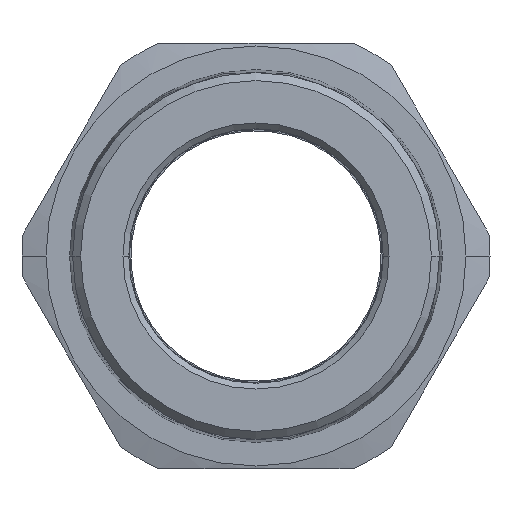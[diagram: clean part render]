
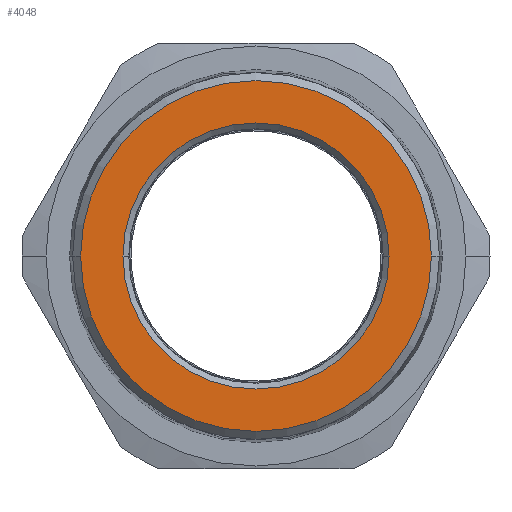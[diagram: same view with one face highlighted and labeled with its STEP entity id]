
A CAD part, left-side view. The second image highlights one B-rep face of the part: STEP entity #4048.
In plain terms, the highlighted planar face has unit normal (-1, 0, 0).
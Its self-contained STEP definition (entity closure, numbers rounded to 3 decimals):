
#272 = DIRECTION ( 'NONE',  ( 0., -1., 0. ) ) ;
#298 = PLANE ( 'NONE',  #4729 ) ;
#332 = AXIS2_PLACEMENT_3D ( 'NONE', #3051, #1521, #4971 ) ;
#649 = EDGE_CURVE ( 'NONE', #4084, #1187, #2486, .T. ) ;
#901 = CIRCLE ( 'NONE', #332, 22.674 ) ;
#1064 = EDGE_CURVE ( 'NONE', #4679, #3054, #2796, .T. ) ;
#1082 = FACE_OUTER_BOUND ( 'NONE', #4029, .T. ) ;
#1101 = AXIS2_PLACEMENT_3D ( 'NONE', #2692, #1949, #2332 ) ;
#1187 = VERTEX_POINT ( 'NONE', #4889 ) ;
#1422 = CARTESIAN_POINT ( 'NONE',  ( -21.225, 0., 0. ) ) ;
#1436 = DIRECTION ( 'NONE',  ( -1., 0., 0. ) ) ;
#1510 = EDGE_LOOP ( 'NONE', ( #1608, #2952 ) ) ;
#1521 = DIRECTION ( 'NONE',  ( -1., 0., 0. ) ) ;
#1582 = CARTESIAN_POINT ( 'NONE',  ( -21.225, 22.674, 0. ) ) ;
#1608 = ORIENTED_EDGE ( 'NONE', *, *, #1931, .T. ) ;
#1931 = EDGE_CURVE ( 'NONE', #1187, #4084, #2313, .T. ) ;
#1949 = DIRECTION ( 'NONE',  ( 1., 0., 0. ) ) ;
#2313 = CIRCLE ( 'NONE', #3566, 17.2 ) ;
#2319 = ORIENTED_EDGE ( 'NONE', *, *, #3596, .T. ) ;
#2332 = DIRECTION ( 'NONE',  ( 0., -1., 0. ) ) ;
#2486 = CIRCLE ( 'NONE', #1101, 17.2 ) ;
#2645 = AXIS2_PLACEMENT_3D ( 'NONE', #1422, #1436, #272 ) ;
#2692 = CARTESIAN_POINT ( 'NONE',  ( -21.225, 0., 0. ) ) ;
#2796 = CIRCLE ( 'NONE', #2645, 22.674 ) ;
#2952 = ORIENTED_EDGE ( 'NONE', *, *, #649, .T. ) ;
#3051 = CARTESIAN_POINT ( 'NONE',  ( -21.225, 0., 0. ) ) ;
#3054 = VERTEX_POINT ( 'NONE', #3809 ) ;
#3075 = FACE_BOUND ( 'NONE', #1510, .T. ) ;
#3096 = CARTESIAN_POINT ( 'NONE',  ( -21.225, -17.2, 0. ) ) ;
#3371 = DIRECTION ( 'NONE',  ( 0., -1., 0. ) ) ;
#3374 = DIRECTION ( 'NONE',  ( 1., 0., 0. ) ) ;
#3566 = AXIS2_PLACEMENT_3D ( 'NONE', #4915, #3798, #3371 ) ;
#3596 = EDGE_CURVE ( 'NONE', #3054, #4679, #901, .T. ) ;
#3798 = DIRECTION ( 'NONE',  ( 1., 0., 0. ) ) ;
#3809 = CARTESIAN_POINT ( 'NONE',  ( -21.225, -22.674, 0. ) ) ;
#4029 = EDGE_LOOP ( 'NONE', ( #2319, #4087 ) ) ;
#4048 = ADVANCED_FACE ( 'NONE', ( #1082, #3075 ), #298, .F. ) ;
#4084 = VERTEX_POINT ( 'NONE', #3096 ) ;
#4087 = ORIENTED_EDGE ( 'NONE', *, *, #1064, .T. ) ;
#4679 = VERTEX_POINT ( 'NONE', #1582 ) ;
#4729 = AXIS2_PLACEMENT_3D ( 'NONE', #4890, #3374, #4918 ) ;
#4889 = CARTESIAN_POINT ( 'NONE',  ( -21.225, 17.2, 0. ) ) ;
#4890 = CARTESIAN_POINT ( 'NONE',  ( -21.225, 0., 0. ) ) ;
#4915 = CARTESIAN_POINT ( 'NONE',  ( -21.225, 0., 0. ) ) ;
#4918 = DIRECTION ( 'NONE',  ( 0., -1., 0. ) ) ;
#4971 = DIRECTION ( 'NONE',  ( 0., -1., 0. ) ) ;
